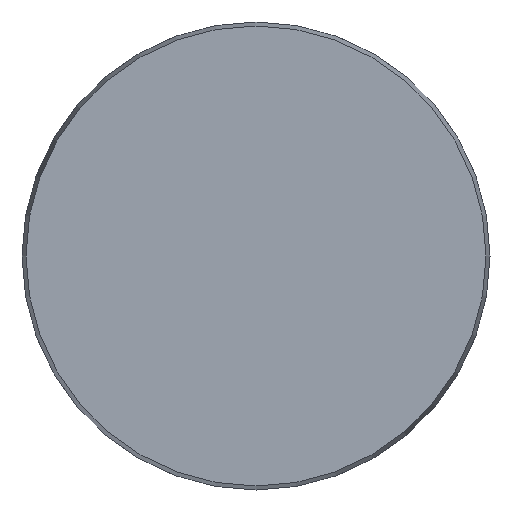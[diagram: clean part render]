
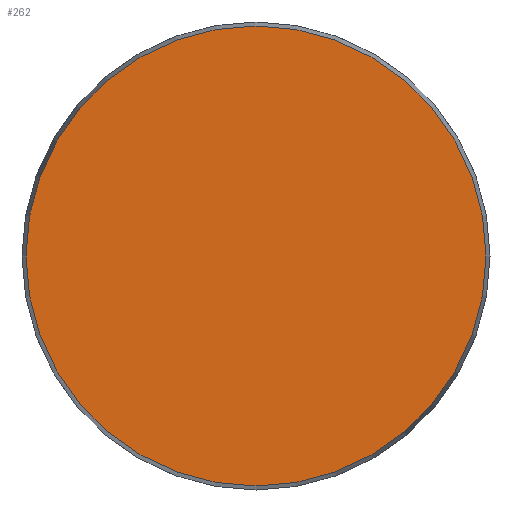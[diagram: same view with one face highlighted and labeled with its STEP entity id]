
A CAD part, front view. The second image highlights one B-rep face of the part: STEP entity #262.
In plain terms, the highlighted planar face has unit normal (0, -1, 0).
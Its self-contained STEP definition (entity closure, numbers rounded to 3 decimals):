
#19 = DIRECTION ( 'NONE',  ( 0., 0., -1. ) ) ;
#23 = CARTESIAN_POINT ( 'NONE',  ( 0., 0., 0. ) ) ;
#27 = DIRECTION ( 'NONE',  ( 0., -1., 0. ) ) ;
#39 = VERTEX_POINT ( 'NONE', #232 ) ;
#50 = DIRECTION ( 'NONE',  ( 0., 1., 0. ) ) ;
#57 = EDGE_CURVE ( 'NONE', #39, #39, #390, .T. ) ;
#232 = CARTESIAN_POINT ( 'NONE',  ( 0., 0., -49.143 ) ) ;
#262 = ADVANCED_FACE ( 'NONE', ( #796 ), #667, .F. ) ;
#390 = CIRCLE ( 'NONE', #798, 49.143 ) ;
#513 = DIRECTION ( 'NONE',  ( 0., 0., 1. ) ) ;
#605 = CARTESIAN_POINT ( 'NONE',  ( -49.143, 0., 0. ) ) ;
#667 = PLANE ( 'NONE',  #767 ) ;
#669 = EDGE_LOOP ( 'NONE', ( #754 ) ) ;
#754 = ORIENTED_EDGE ( 'NONE', *, *, #57, .T. ) ;
#767 = AXIS2_PLACEMENT_3D ( 'NONE', #605, #50, #513 ) ;
#796 = FACE_OUTER_BOUND ( 'NONE', #669, .T. ) ;
#798 = AXIS2_PLACEMENT_3D ( 'NONE', #23, #27, #19 ) ;
